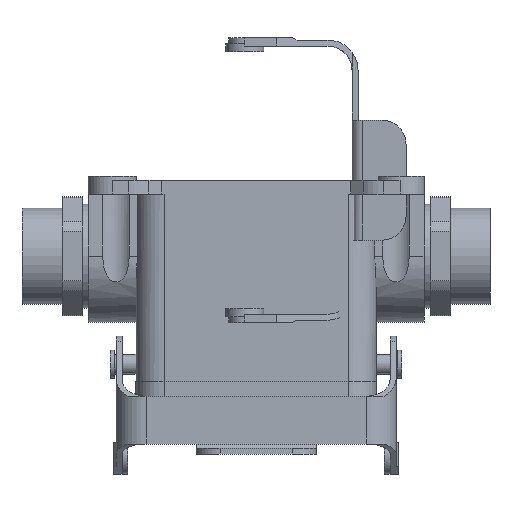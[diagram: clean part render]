
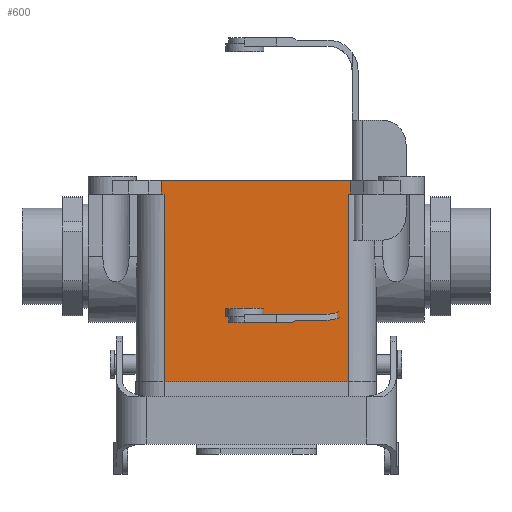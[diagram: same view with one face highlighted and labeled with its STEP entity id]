
A CAD part, top view. The second image highlights one B-rep face of the part: STEP entity #600.
In plain terms, the highlighted planar face has unit normal (0, 0, 1).
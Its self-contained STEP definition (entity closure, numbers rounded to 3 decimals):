
#600 = ADVANCED_FACE( '', ( #1265 ), #1266, .F. );
#1265 = FACE_OUTER_BOUND( '', #1957, .T. );
#1266 = PLANE( '', #1958 );
#1957 = EDGE_LOOP( '', ( #3603, #3604, #3605, #3606, #3607, #3608, #3609, #3610 ) );
#1958 = AXIS2_PLACEMENT_3D( '', #3611, #3612, #3613 );
#3603 = ORIENTED_EDGE( '', *, *, #4184, .T. );
#3604 = ORIENTED_EDGE( '', *, *, #4385, .F. );
#3605 = ORIENTED_EDGE( '', *, *, #4355, .F. );
#3606 = ORIENTED_EDGE( '', *, *, #4139, .T. );
#3607 = ORIENTED_EDGE( '', *, *, #4396, .F. );
#3608 = ORIENTED_EDGE( '', *, *, #4245, .F. );
#3609 = ORIENTED_EDGE( '', *, *, #4508, .F. );
#3610 = ORIENTED_EDGE( '', *, *, #4237, .T. );
#3611 = CARTESIAN_POINT( '', ( 0., -3.5, 21.5 ) );
#3612 = DIRECTION( '', ( 0., 0., -1. ) );
#3613 = DIRECTION( '', ( -1., 0., 0. ) );
#4139 = EDGE_CURVE( '', #5038, #5042, #5044, .T. );
#4184 = EDGE_CURVE( '', #5113, #5111, #5114, .T. );
#4237 = EDGE_CURVE( '', #5192, #5113, #5193, .T. );
#4245 = EDGE_CURVE( '', #5205, #5207, #5208, .T. );
#4355 = EDGE_CURVE( '', #5038, #5359, #5360, .T. );
#4385 = EDGE_CURVE( '', #5359, #5111, #5399, .T. );
#4396 = EDGE_CURVE( '', #5207, #5042, #5412, .T. );
#4508 = EDGE_CURVE( '', #5192, #5205, #5540, .T. );
#5038 = VERTEX_POINT( '', #6419 );
#5042 = VERTEX_POINT( '', #6424 );
#5044 = LINE( '', #6426, #6427 );
#5111 = VERTEX_POINT( '', #6516 );
#5113 = VERTEX_POINT( '', #6519 );
#5114 = LINE( '', #6520, #6521 );
#5192 = VERTEX_POINT( '', #6624 );
#5193 = LINE( '', #6625, #6626 );
#5205 = VERTEX_POINT( '', #6653 );
#5207 = VERTEX_POINT( '', #6655 );
#5208 = LINE( '', #6656, #6657 );
#5359 = VERTEX_POINT( '', #6872 );
#5360 = LINE( '', #6873, #6874 );
#5399 = LINE( '', #6923, #6924 );
#5412 = LINE( '', #6941, #6942 );
#5540 = LINE( '', #7106, #7107 );
#6419 = CARTESIAN_POINT( '', ( -23., -3.5, 21.5 ) );
#6424 = CARTESIAN_POINT( '', ( -23., -50.4, 21.5 ) );
#6426 = CARTESIAN_POINT( '', ( -23., 60.964, 21.5 ) );
#6427 = VECTOR( '', #7525, 1000. );
#6516 = CARTESIAN_POINT( '', ( -23.625, 0., 21.5 ) );
#6519 = CARTESIAN_POINT( '', ( 23.625, 0., 21.5 ) );
#6520 = CARTESIAN_POINT( '', ( 0., 0., 21.5 ) );
#6521 = VECTOR( '', #7579, 1000. );
#6624 = CARTESIAN_POINT( '', ( 23.625, -3.5, 21.5 ) );
#6625 = CARTESIAN_POINT( '', ( 23.625, -3.5, 21.5 ) );
#6626 = VECTOR( '', #7650, 1000. );
#6653 = CARTESIAN_POINT( '', ( 23., -3.5, 21.5 ) );
#6655 = CARTESIAN_POINT( '', ( 23., -50.4, 21.5 ) );
#6656 = CARTESIAN_POINT( '', ( 23., 60.964, 21.5 ) );
#6657 = VECTOR( '', #7658, 1000. );
#6872 = CARTESIAN_POINT( '', ( -23.625, -3.5, 21.5 ) );
#6873 = CARTESIAN_POINT( '', ( 0., -3.5, 21.5 ) );
#6874 = VECTOR( '', #7794, 1000. );
#6923 = CARTESIAN_POINT( '', ( -23.625, -3.5, 21.5 ) );
#6924 = VECTOR( '', #7826, 1000. );
#6941 = CARTESIAN_POINT( '', ( -23., -50.4, 21.5 ) );
#6942 = VECTOR( '', #7843, 1000. );
#7106 = CARTESIAN_POINT( '', ( 0., -3.5, 21.5 ) );
#7107 = VECTOR( '', #7942, 1000. );
#7525 = DIRECTION( '', ( 0., -1., 0. ) );
#7579 = DIRECTION( '', ( -1., 0., 0. ) );
#7650 = DIRECTION( '', ( 0., 1., 0. ) );
#7658 = DIRECTION( '', ( 0., -1., 0. ) );
#7794 = DIRECTION( '', ( -1., 0., 0. ) );
#7826 = DIRECTION( '', ( 0., 1., 0. ) );
#7843 = DIRECTION( '', ( -1., 0., 0. ) );
#7942 = DIRECTION( '', ( -1., 0., 0. ) );
